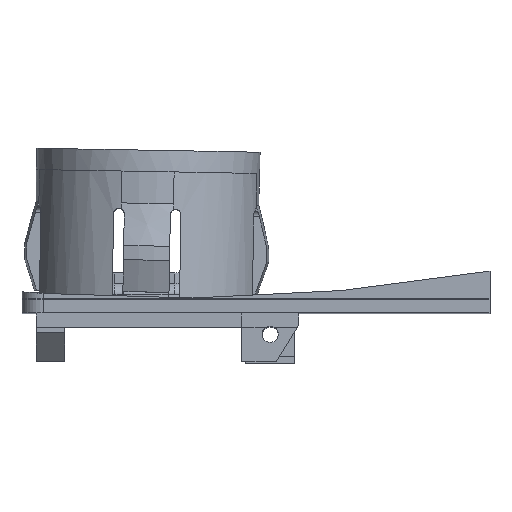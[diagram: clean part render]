
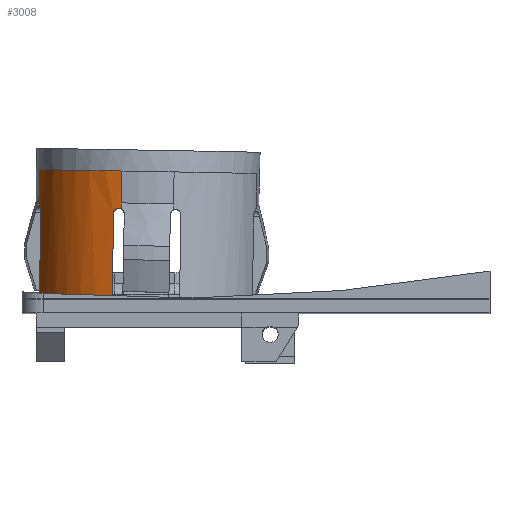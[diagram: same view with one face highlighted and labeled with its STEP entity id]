
A CAD part, top view. The second image highlights one B-rep face of the part: STEP entity #3008.
In plain terms, the highlighted cylindrical face has radius 15.75 mm (diameter 31.5 mm), a partial arc.
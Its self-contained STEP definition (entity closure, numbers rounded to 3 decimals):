
#1468 = VERTEX_POINT('',#1469);
#1469 = CARTESIAN_POINT('',(-15.315,18.,3.677));
#1539 = VERTEX_POINT('',#1540);
#1540 = CARTESIAN_POINT('',(-3.677,18.,15.315));
#1547 = EDGE_CURVE('',#1468,#1539,#1548,.T.);
#1548 = CIRCLE('',#1549,15.75);
#1549 = AXIS2_PLACEMENT_3D('',#1550,#1551,#1552);
#1550 = CARTESIAN_POINT('',(0.,18.,0.)
  );
#1551 = DIRECTION('',(0.,1.,0.));
#1552 = DIRECTION('',(-0.972,0.,0.233));
#1638 = VERTEX_POINT('',#1639);
#1639 = CARTESIAN_POINT('',(-15.315,13.5,3.677));
#2348 = VERTEX_POINT('',#2349);
#2349 = CARTESIAN_POINT('',(-4.75,12.,15.017));
#2355 = EDGE_CURVE('',#2348,#2356,#2358,.T.);
#2356 = VERTEX_POINT('',#2357);
#2357 = CARTESIAN_POINT('',(-3.677,12.677,
    15.315));
#2358 = B_SPLINE_CURVE_WITH_KNOTS('',7,(#2359,#2360,#2361,#2362,#2363,
    #2364,#2365,#2366,#2367,#2368,#2369,#2370,#2371,#2372),
  .UNSPECIFIED.,.F.,.F.,(8,6,8),(0.,0.476,1.),.UNSPECIFIED.);
#2359 = CARTESIAN_POINT('',(-4.75,12.,15.017));
#2360 = CARTESIAN_POINT('',(-4.75,12.095,15.017));
#2361 = CARTESIAN_POINT('',(-4.736,12.19,
    15.021));
#2362 = CARTESIAN_POINT('',(-4.708,12.283,
    15.03));
#2363 = CARTESIAN_POINT('',(-4.666,12.373,
    15.043));
#2364 = CARTESIAN_POINT('',(-4.61,12.456,
    15.061));
#2365 = CARTESIAN_POINT('',(-4.541,12.53,
    15.082));
#2366 = CARTESIAN_POINT('',(-4.37,12.662,
    15.132));
#2367 = CARTESIAN_POINT('',(-4.266,12.718,
    15.162));
#2368 = CARTESIAN_POINT('',(-4.148,12.755,
    15.195));
#2369 = CARTESIAN_POINT('',(-4.025,12.769,
    15.228));
#2370 = CARTESIAN_POINT('',(-3.901,12.76,
    15.26));
#2371 = CARTESIAN_POINT('',(-3.783,12.728,
    15.289));
#2372 = CARTESIAN_POINT('',(-3.677,12.677,
    15.315));
#2414 = EDGE_CURVE('',#2348,#2415,#2417,.T.);
#2415 = VERTEX_POINT('',#2416);
#2416 = CARTESIAN_POINT('',(-4.75,0.,15.017));
#2417 = LINE('',#2418,#2419);
#2418 = CARTESIAN_POINT('',(-4.75,18.,15.017));
#2419 = VECTOR('',#2420,1.);
#2420 = DIRECTION('',(0.,-1.,0.));
#2437 = VERTEX_POINT('',#2438);
#2438 = CARTESIAN_POINT('',(-15.017,0.,4.75));
#2446 = EDGE_CURVE('',#2437,#2415,#2447,.T.);
#2447 = CIRCLE('',#2448,15.75);
#2448 = AXIS2_PLACEMENT_3D('',#2449,#2450,#2451);
#2449 = CARTESIAN_POINT('',(0.,0.,0.)
  );
#2450 = DIRECTION('',(0.,1.,0.));
#2451 = DIRECTION('',(-0.972,0.,0.233));
#2463 = VERTEX_POINT('',#2464);
#2464 = CARTESIAN_POINT('',(-15.017,12.,4.75));
#2470 = EDGE_CURVE('',#2463,#2437,#2471,.T.);
#2471 = LINE('',#2472,#2473);
#2472 = CARTESIAN_POINT('',(-15.017,18.,4.75));
#2473 = VECTOR('',#2474,1.);
#2474 = DIRECTION('',(0.,-1.,0.));
#2494 = VERTEX_POINT('',#2495);
#2495 = CARTESIAN_POINT('',(-15.315,12.677,
    3.677));
#2502 = EDGE_CURVE('',#2494,#2463,#2503,.T.);
#2503 = B_SPLINE_CURVE_WITH_KNOTS('',7,(#2504,#2505,#2506,#2507,#2508,
    #2509,#2510,#2511,#2512,#2513,#2514,#2515,#2516,#2517),
  .UNSPECIFIED.,.F.,.F.,(8,6,8),(0.,0.399,1.),.UNSPECIFIED.);
#2504 = CARTESIAN_POINT('',(-15.315,12.677,
    3.677));
#2505 = CARTESIAN_POINT('',(-15.295,12.715,
    3.757));
#2506 = CARTESIAN_POINT('',(-15.274,12.743,
    3.845));
#2507 = CARTESIAN_POINT('',(-15.251,12.759,
    3.937));
#2508 = CARTESIAN_POINT('',(-15.226,12.761,
    4.031));
#2509 = CARTESIAN_POINT('',(-15.201,12.749,4.123
    ));
#2510 = CARTESIAN_POINT('',(-15.177,12.725,
    4.212));
#2511 = CARTESIAN_POINT('',(-15.118,12.637,
    4.417));
#2512 = CARTESIAN_POINT('',(-15.086,12.561,
    4.526));
#2513 = CARTESIAN_POINT('',(-15.059,12.466,
    4.615));
#2514 = CARTESIAN_POINT('',(-15.038,12.357,
    4.682));
#2515 = CARTESIAN_POINT('',(-15.024,12.24,
    4.728));
#2516 = CARTESIAN_POINT('',(-15.017,12.12,
    4.75));
#2517 = CARTESIAN_POINT('',(-15.017,12.,4.75));
#2995 = EDGE_CURVE('',#1638,#1468,#2996,.T.);
#2996 = LINE('',#2997,#2998);
#2997 = CARTESIAN_POINT('',(-15.315,13.5,3.677));
#2998 = VECTOR('',#2999,1.);
#2999 = DIRECTION('',(0.,1.,0.));
#3008 = ADVANCED_FACE('',(#3009),#3038,.T.);
#3009 = FACE_BOUND('',#3010,.F.);
#3010 = EDGE_LOOP('',(#3011,#3012,#3013,#3021,#3027,#3028,#3029,#3030,
    #3031,#3032));
#3011 = ORIENTED_EDGE('',*,*,#2995,.T.);
#3012 = ORIENTED_EDGE('',*,*,#1547,.T.);
#3013 = ORIENTED_EDGE('',*,*,#3014,.F.);
#3014 = EDGE_CURVE('',#3015,#1539,#3017,.T.);
#3015 = VERTEX_POINT('',#3016);
#3016 = CARTESIAN_POINT('',(-3.677,13.5,15.315));
#3017 = LINE('',#3018,#3019);
#3018 = CARTESIAN_POINT('',(-3.677,13.5,15.315));
#3019 = VECTOR('',#3020,1.);
#3020 = DIRECTION('',(0.,1.,0.));
#3021 = ORIENTED_EDGE('',*,*,#3022,.T.);
#3022 = EDGE_CURVE('',#3015,#2356,#3023,.T.);
#3023 = LINE('',#3024,#3025);
#3024 = CARTESIAN_POINT('',(-3.677,18.,15.315));
#3025 = VECTOR('',#3026,1.);
#3026 = DIRECTION('',(0.,-1.,0.));
#3027 = ORIENTED_EDGE('',*,*,#2355,.F.);
#3028 = ORIENTED_EDGE('',*,*,#2414,.T.);
#3029 = ORIENTED_EDGE('',*,*,#2446,.F.);
#3030 = ORIENTED_EDGE('',*,*,#2470,.F.);
#3031 = ORIENTED_EDGE('',*,*,#2502,.F.);
#3032 = ORIENTED_EDGE('',*,*,#3033,.F.);
#3033 = EDGE_CURVE('',#1638,#2494,#3034,.T.);
#3034 = LINE('',#3035,#3036);
#3035 = CARTESIAN_POINT('',(-15.315,18.,3.677));
#3036 = VECTOR('',#3037,1.);
#3037 = DIRECTION('',(0.,-1.,0.));
#3038 = CYLINDRICAL_SURFACE('',#3039,15.75);
#3039 = AXIS2_PLACEMENT_3D('',#3040,#3041,#3042);
#3040 = CARTESIAN_POINT('',(0.,18.,0.)
  );
#3041 = DIRECTION('',(0.,-1.,-0.));
#3042 = DIRECTION('',(-0.972,0.,0.233));
